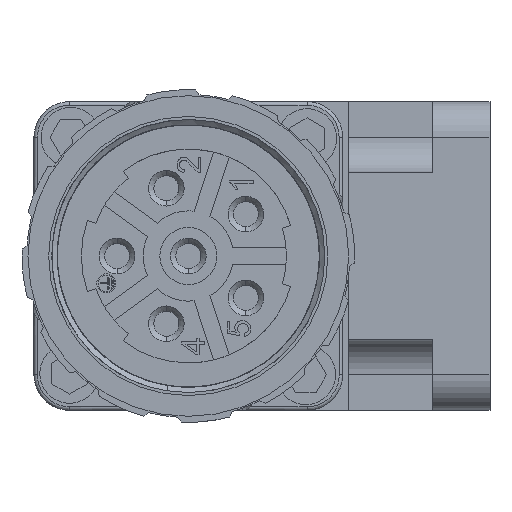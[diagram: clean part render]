
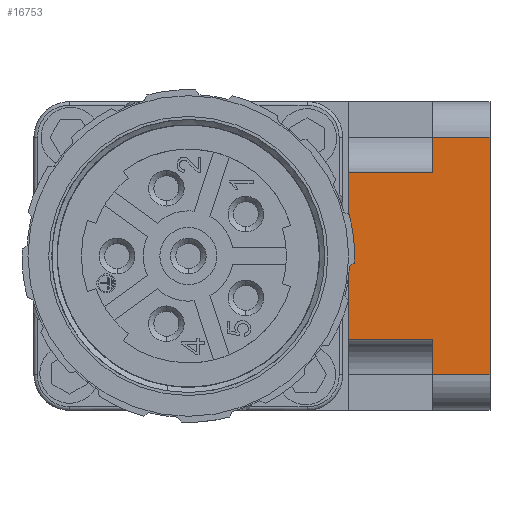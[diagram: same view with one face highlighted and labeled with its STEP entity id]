
A CAD part, left-side view. The second image highlights one B-rep face of the part: STEP entity #16753.
In plain terms, the highlighted planar face has unit normal (-1, 0, 0).
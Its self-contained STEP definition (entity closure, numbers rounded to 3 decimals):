
#377 = CARTESIAN_POINT ( 'NONE',  ( 3.379, -11.215, 13.318 ) ) ;
#399 = VECTOR ( 'NONE', #6052, 1000. ) ;
#741 = LINE ( 'NONE', #4351, #399 ) ;
#824 = VECTOR ( 'NONE', #13862, 1000. ) ;
#860 = DIRECTION ( 'NONE',  ( 0., 0., -1. ) ) ;
#1008 = CARTESIAN_POINT ( 'NONE',  ( 3.379, -16.015, 3.318 ) ) ;
#1434 = VERTEX_POINT ( 'NONE', #3530 ) ;
#1443 = VECTOR ( 'NONE', #5422, 1000. ) ;
#1847 = LINE ( 'NONE', #16702, #1443 ) ;
#1928 = LINE ( 'NONE', #4181, #824 ) ;
#2407 = VERTEX_POINT ( 'NONE', #17925 ) ;
#2552 = VERTEX_POINT ( 'NONE', #12659 ) ;
#2917 = ORIENTED_EDGE ( 'NONE', *, *, #12674, .F. ) ;
#3209 = DIRECTION ( 'NONE',  ( 0., -1., 0. ) ) ;
#3530 = CARTESIAN_POINT ( 'NONE',  ( 3.379, -4.115, -3.682 ) ) ;
#3593 = DIRECTION ( 'NONE',  ( 0., -1., 0. ) ) ;
#3784 = DIRECTION ( 'NONE',  ( 1., 0., 0. ) ) ;
#4045 = LINE ( 'NONE', #15876, #5067 ) ;
#4165 = LINE ( 'NONE', #13183, #4744 ) ;
#4181 = CARTESIAN_POINT ( 'NONE',  ( 3.379, -11.215, -6.682 ) ) ;
#4351 = CARTESIAN_POINT ( 'NONE',  ( 3.379, -11.215, 3.318 ) ) ;
#4579 = VERTEX_POINT ( 'NONE', #9373 ) ;
#4744 = VECTOR ( 'NONE', #13486, 1000. ) ;
#4812 = CARTESIAN_POINT ( 'NONE',  ( 3.379, -11.215, 10.318 ) ) ;
#4847 = VERTEX_POINT ( 'NONE', #7483 ) ;
#5067 = VECTOR ( 'NONE', #6224, 1000. ) ;
#5422 = DIRECTION ( 'NONE',  ( 0., 0., 1. ) ) ;
#5500 = EDGE_CURVE ( 'NONE', #4847, #4579, #6777, .T. ) ;
#6052 = DIRECTION ( 'NONE',  ( 0., 0., -1. ) ) ;
#6224 = DIRECTION ( 'NONE',  ( 0., 0., -1. ) ) ;
#6777 = LINE ( 'NONE', #1008, #14782 ) ;
#7064 = LINE ( 'NONE', #377, #7109 ) ;
#7072 = ORIENTED_EDGE ( 'NONE', *, *, #11884, .T. ) ;
#7092 = ORIENTED_EDGE ( 'NONE', *, *, #12313, .T. ) ;
#7109 = VECTOR ( 'NONE', #3593, 1000. ) ;
#7483 = CARTESIAN_POINT ( 'NONE',  ( 3.379, -16.015, 13.318 ) ) ;
#7967 = ORIENTED_EDGE ( 'NONE', *, *, #5500, .F. ) ;
#8642 = EDGE_CURVE ( 'NONE', #18135, #1434, #4165, .T. ) ;
#8698 = ORIENTED_EDGE ( 'NONE', *, *, #11575, .F. ) ;
#9373 = CARTESIAN_POINT ( 'NONE',  ( 3.379, -16.015, -6.682 ) ) ;
#11461 = VERTEX_POINT ( 'NONE', #17796 ) ;
#11557 = FACE_OUTER_BOUND ( 'NONE', #13215, .T. ) ;
#11575 = EDGE_CURVE ( 'NONE', #2407, #4847, #7064, .T. ) ;
#11884 = EDGE_CURVE ( 'NONE', #2407, #2552, #4045, .T. ) ;
#12161 = VERTEX_POINT ( 'NONE', #15017 ) ;
#12200 = EDGE_CURVE ( 'NONE', #1434, #12161, #1847, .T. ) ;
#12313 = EDGE_CURVE ( 'NONE', #18135, #11461, #741, .T. ) ;
#12659 = CARTESIAN_POINT ( 'NONE',  ( 3.379, -11.215, 10.318 ) ) ;
#12674 = EDGE_CURVE ( 'NONE', #4579, #11461, #1928, .T. ) ;
#13183 = CARTESIAN_POINT ( 'NONE',  ( 3.379, -11.215, -3.682 ) ) ;
#13215 = EDGE_LOOP ( 'NONE', ( #8698, #7072, #16681, #15357, #14485, #7092, #2917, #7967 ) ) ;
#13251 = PLANE ( 'NONE',  #17688 ) ;
#13486 = DIRECTION ( 'NONE',  ( 0., 1., 0. ) ) ;
#13862 = DIRECTION ( 'NONE',  ( 0., 1., 0. ) ) ;
#14485 = ORIENTED_EDGE ( 'NONE', *, *, #8642, .F. ) ;
#14782 = VECTOR ( 'NONE', #860, 1000. ) ;
#15017 = CARTESIAN_POINT ( 'NONE',  ( 3.379, -4.115, 10.318 ) ) ;
#15079 = DIRECTION ( 'NONE',  ( 0., 0., -1. ) ) ;
#15357 = ORIENTED_EDGE ( 'NONE', *, *, #12200, .F. ) ;
#15876 = CARTESIAN_POINT ( 'NONE',  ( 3.379, -11.215, 3.318 ) ) ;
#16620 = CARTESIAN_POINT ( 'NONE',  ( 3.379, -11.215, 16.318 ) ) ;
#16681 = ORIENTED_EDGE ( 'NONE', *, *, #18847, .F. ) ;
#16702 = CARTESIAN_POINT ( 'NONE',  ( 3.379, -4.115, -6.682 ) ) ;
#16753 = ADVANCED_FACE ( 'NONE', ( #11557 ), #13251, .F. ) ;
#17688 = AXIS2_PLACEMENT_3D ( 'NONE', #16620, #3784, #15079 ) ;
#17713 = CARTESIAN_POINT ( 'NONE',  ( 3.379, -11.215, -3.682 ) ) ;
#17796 = CARTESIAN_POINT ( 'NONE',  ( 3.379, -11.215, -6.682 ) ) ;
#17925 = CARTESIAN_POINT ( 'NONE',  ( 3.379, -11.215, 13.318 ) ) ;
#18135 = VERTEX_POINT ( 'NONE', #17713 ) ;
#18847 = EDGE_CURVE ( 'NONE', #12161, #2552, #20212, .T. ) ;
#20212 = LINE ( 'NONE', #4812, #20645 ) ;
#20645 = VECTOR ( 'NONE', #3209, 1000. ) ;
